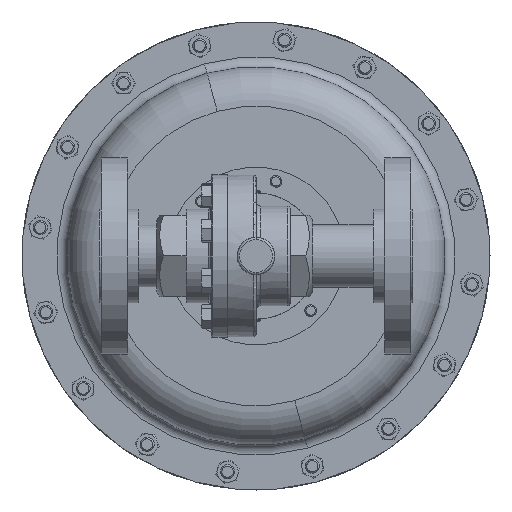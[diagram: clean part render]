
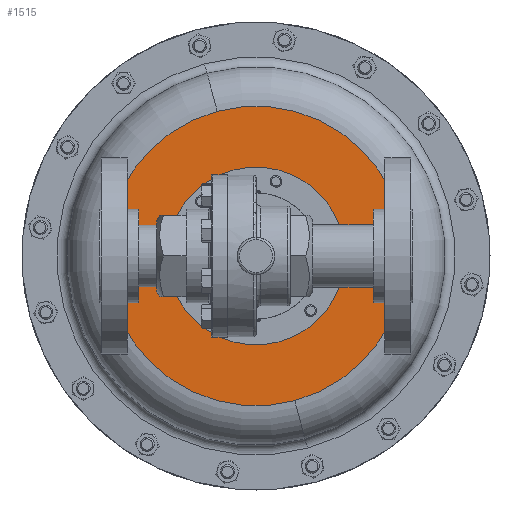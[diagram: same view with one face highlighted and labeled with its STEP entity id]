
A CAD part, front view. The second image highlights one B-rep face of the part: STEP entity #1515.
In plain terms, the highlighted planar face has unit normal (0, -1, 0).
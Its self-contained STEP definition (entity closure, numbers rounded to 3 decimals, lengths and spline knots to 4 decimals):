
#343 = EDGE_CURVE ( 'NONE', #12538, #15323, #31090, .T. ) ;
#513 = AXIS2_PLACEMENT_3D ( 'NONE', #5121, #5209, #5083 ) ;
#643 = CIRCLE ( 'NONE', #14577, 2.375 ) ;
#1515 = ADVANCED_FACE ( 'NONE', ( #26828, #19914 ), #4999, .T. ) ;
#2503 = VERTEX_POINT ( 'NONE', #7886 ) ;
#4124 = CARTESIAN_POINT ( 'NONE',  ( 2.2831, 9.5786, 3.8737 ) ) ;
#4999 = PLANE ( 'NONE',  #33815 ) ;
#5083 = DIRECTION ( 'NONE',  ( -0.259, 0., 0.966 ) ) ;
#5121 = CARTESIAN_POINT ( 'NONE',  ( 2.2831, 9.5786, 3.8737 ) ) ;
#5209 = DIRECTION ( 'NONE',  ( 0., 1., 0. ) ) ;
#7098 = DIRECTION ( 'NONE',  ( -0.259, 0., 0.966 ) ) ;
#7353 = ORIENTED_EDGE ( 'NONE', *, *, #343, .F. ) ;
#7354 = CIRCLE ( 'NONE', #8055, 2.375 ) ;
#7886 = CARTESIAN_POINT ( 'NONE',  ( 0.6037, 9.5786, 2.1943 ) ) ;
#8055 = AXIS2_PLACEMENT_3D ( 'NONE', #31606, #13943, #34531 ) ;
#8078 = DIRECTION ( 'NONE',  ( 0.259, 0., -0.966 ) ) ;
#8961 = CARTESIAN_POINT ( 'NONE',  ( 2.2831, 9.5786, 3.8737 ) ) ;
#9049 = CARTESIAN_POINT ( 'NONE',  ( 1.2479, 9.5786, 7.7374 ) ) ;
#9893 = EDGE_CURVE ( 'NONE', #15323, #12538, #36816, .T. ) ;
#10880 = ORIENTED_EDGE ( 'NONE', *, *, #28452, .T. ) ;
#11900 = DIRECTION ( 'NONE',  ( 0.707, 0., 0.707 ) ) ;
#11983 = VERTEX_POINT ( 'NONE', #26680 ) ;
#12538 = VERTEX_POINT ( 'NONE', #35054 ) ;
#13943 = DIRECTION ( 'NONE',  ( 0., 1., 0. ) ) ;
#14577 = AXIS2_PLACEMENT_3D ( 'NONE', #8961, #29524, #11900 ) ;
#15323 = VERTEX_POINT ( 'NONE', #9049 ) ;
#17866 = EDGE_LOOP ( 'NONE', ( #37708, #10880 ) ) ;
#19914 = FACE_BOUND ( 'NONE', #17866, .T. ) ;
#22020 = CARTESIAN_POINT ( 'NONE',  ( 6.1468, 9.5786, 4.909 ) ) ;
#23436 = DIRECTION ( 'NONE',  ( 0., -1., 0. ) ) ;
#24671 = DIRECTION ( 'NONE',  ( 0., 1., 0. ) ) ;
#26485 = ORIENTED_EDGE ( 'NONE', *, *, #9893, .F. ) ;
#26680 = CARTESIAN_POINT ( 'NONE',  ( 3.9625, 9.5786, 5.5531 ) ) ;
#26828 = FACE_OUTER_BOUND ( 'NONE', #36791, .T. ) ;
#28452 = EDGE_CURVE ( 'NONE', #11983, #2503, #643, .T. ) ;
#29524 = DIRECTION ( 'NONE',  ( 0., 1., 0. ) ) ;
#31090 = CIRCLE ( 'NONE', #513, 4. ) ;
#31510 = AXIS2_PLACEMENT_3D ( 'NONE', #4124, #24671, #7098 ) ;
#31606 = CARTESIAN_POINT ( 'NONE',  ( 2.2831, 9.5786, 3.8737 ) ) ;
#33815 = AXIS2_PLACEMENT_3D ( 'NONE', #22020, #23436, #8078 ) ;
#34531 = DIRECTION ( 'NONE',  ( 0.707, 0., 0.707 ) ) ;
#34574 = EDGE_CURVE ( 'NONE', #2503, #11983, #7354, .T. ) ;
#35054 = CARTESIAN_POINT ( 'NONE',  ( 3.3184, 9.5786, 0.01 ) ) ;
#36791 = EDGE_LOOP ( 'NONE', ( #26485, #7353 ) ) ;
#36816 = CIRCLE ( 'NONE', #31510, 4. ) ;
#37708 = ORIENTED_EDGE ( 'NONE', *, *, #34574, .T. ) ;
